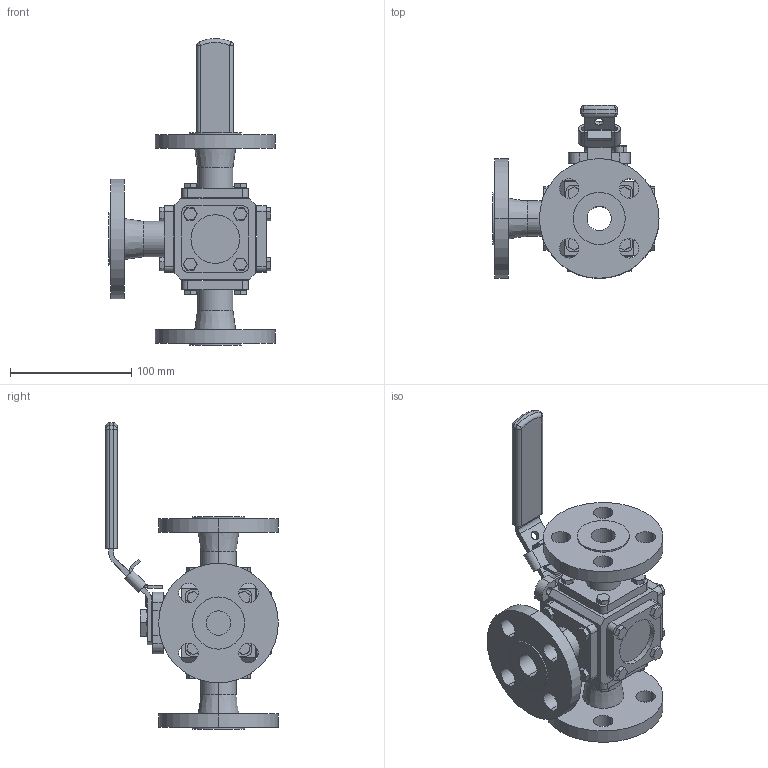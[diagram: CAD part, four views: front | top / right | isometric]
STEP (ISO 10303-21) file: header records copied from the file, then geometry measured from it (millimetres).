
FILE_DESCRIPTION (( 'STEP AP214' ), '1' );
FILE_NAME ('33-F1-0075-XXX.step', '2019-09-30T20:15:06', ( '' ), ( '' ), 'SwSTEP 2.0', 'SolidWorks 2019', '' );
FILE_SCHEMA (( 'AUTOMOTIVE_DESIGN' ));
Length unit declared in the file: millimetre
Products named in the file (2): 33-F1-0075-XXX
Bounding box: 136.78 x 142.24 x 252.49 mm (x, y, z)
Surface area: 147169.9 mm2 (no closed solid volume)
Topology: 0 solids, 38 shells, 552 faces, 1558 edges, 1033 vertices
Faces by surface type: plane 397, cylinder 127, cone 17, torus 5, sphere 4, bspline 2
Entity records: 23959 total; most frequent: CARTESIAN_POINT 3550, DIRECTION 3024, ORIENTED_EDGE 2630, EDGE_CURVE 1552, VECTOR 1098, LINE 1098, VERTEX_POINT 1033, AXIS2_PLACEMENT_3D 963
